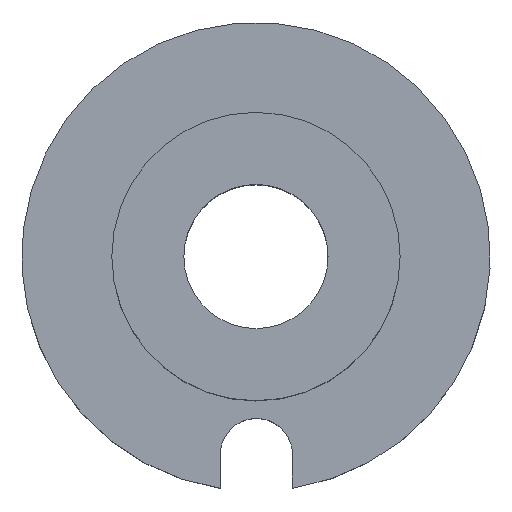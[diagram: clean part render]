
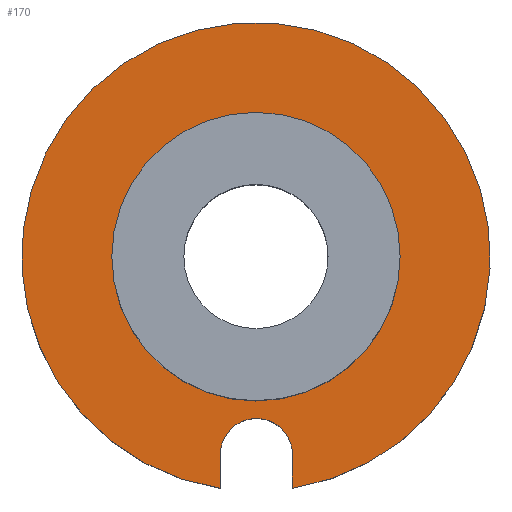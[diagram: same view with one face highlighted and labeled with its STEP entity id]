
A CAD part, top view. The second image highlights one B-rep face of the part: STEP entity #170.
In plain terms, the highlighted planar face has unit normal (0, 0, 1).
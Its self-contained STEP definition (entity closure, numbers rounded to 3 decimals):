
#16=FACE_BOUND('',#44,.T.);
#22=PLANE('',#202);
#32=FACE_OUTER_BOUND('',#43,.T.);
#43=EDGE_LOOP('',(#146,#147,#148,#149,#150));
#44=EDGE_LOOP('',(#151));
#52=LINE('',#282,#65);
#56=LINE('',#294,#69);
#59=LINE('',#298,#72);
#65=VECTOR('',#233,10.);
#69=VECTOR('',#245,10.);
#72=VECTOR('',#250,10.);
#74=CIRCLE('',#188,4.);
#78=CIRCLE('',#195,1.);
#80=CIRCLE('',#199,6.5);
#82=VERTEX_POINT('',#259);
#87=VERTEX_POINT('',#273);
#88=VERTEX_POINT('',#275);
#90=VERTEX_POINT('',#281);
#92=VERTEX_POINT('',#287);
#94=VERTEX_POINT('',#293);
#97=EDGE_CURVE('',#82,#82,#74,.T.);
#103=EDGE_CURVE('',#88,#87,#78,.T.);
#106=EDGE_CURVE('',#90,#88,#52,.T.);
#109=EDGE_CURVE('',#92,#90,#80,.T.);
#112=EDGE_CURVE('',#94,#92,#56,.T.);
#115=EDGE_CURVE('',#87,#94,#59,.T.);
#146=ORIENTED_EDGE('',*,*,#115,.T.);
#147=ORIENTED_EDGE('',*,*,#112,.T.);
#148=ORIENTED_EDGE('',*,*,#109,.T.);
#149=ORIENTED_EDGE('',*,*,#106,.T.);
#150=ORIENTED_EDGE('',*,*,#103,.T.);
#151=ORIENTED_EDGE('',*,*,#97,.T.);
#170=ADVANCED_FACE('',(#32,#16),#22,.T.);
#188=AXIS2_PLACEMENT_3D('',#261,#211,#212);
#195=AXIS2_PLACEMENT_3D('',#276,#227,#228);
#199=AXIS2_PLACEMENT_3D('',#288,#239,#240);
#202=AXIS2_PLACEMENT_3D('',#299,#251,#252);
#211=DIRECTION('center_axis',(0.,0.,-1.));
#212=DIRECTION('ref_axis',(-1.,0.,0.));
#227=DIRECTION('center_axis',(0.,0.,-1.));
#228=DIRECTION('ref_axis',(1.,0.,0.));
#233=DIRECTION('',(0.,1.,0.));
#239=DIRECTION('center_axis',(0.,0.,1.));
#240=DIRECTION('ref_axis',(1.,0.,0.));
#245=DIRECTION('',(0.,-1.,0.));
#250=DIRECTION('',(1.,0.,0.));
#251=DIRECTION('center_axis',(0.,0.,1.));
#252=DIRECTION('ref_axis',(1.,0.,0.));
#259=CARTESIAN_POINT('',(4.,0.,3.));
#261=CARTESIAN_POINT('Origin',(0.,0.,3.));
#273=CARTESIAN_POINT('',(1.012,-5.482,3.));
#275=CARTESIAN_POINT('',(-0.987,-5.519,3.));
#276=CARTESIAN_POINT('Origin',(0.012,-5.482,3.));
#281=CARTESIAN_POINT('',(-0.987,-6.425,3.));
#282=CARTESIAN_POINT('',(-0.987,-6.482,3.));
#287=CARTESIAN_POINT('',(1.013,-6.421,3.));
#288=CARTESIAN_POINT('Origin',(0.,0.,3.));
#293=CARTESIAN_POINT('',(1.013,-5.482,3.));
#294=CARTESIAN_POINT('',(1.013,-5.482,3.));
#298=CARTESIAN_POINT('',(-0.987,-5.482,3.));
#299=CARTESIAN_POINT('Origin',(0.,0.038,3.));
